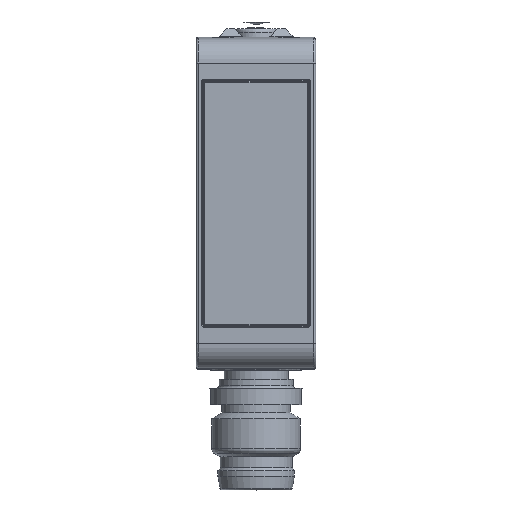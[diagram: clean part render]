
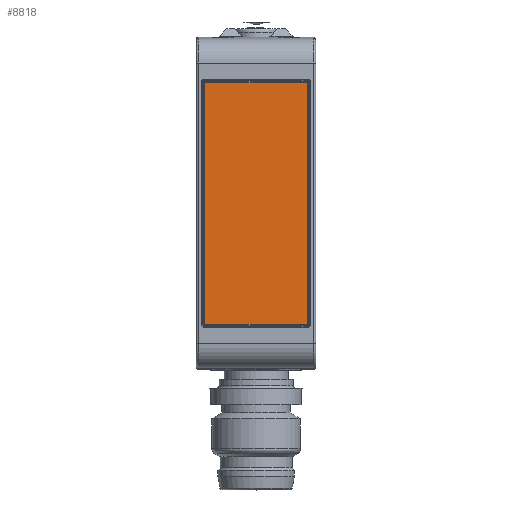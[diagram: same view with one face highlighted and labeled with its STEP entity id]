
A CAD part, top view. The second image highlights one B-rep face of the part: STEP entity #8818.
In plain terms, the highlighted planar face has unit normal (0, 0, 1).
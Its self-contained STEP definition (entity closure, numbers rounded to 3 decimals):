
#623=PLANE('',#9652);
#1371=LINE('',#24420,#2105);
#1372=LINE('',#24426,#2106);
#1373=LINE('',#24431,#2107);
#1374=LINE('',#24436,#2108);
#2105=VECTOR('',#11970,21.902);
#2106=VECTOR('',#11979,9.302);
#2107=VECTOR('',#11986,21.902);
#2108=VECTOR('',#11995,9.302);
#2699=FACE_OUTER_BOUND('',#3220,.T.);
#3220=EDGE_LOOP('',(#8246,#8247,#8248,#8249));
#4527=VERTEX_POINT('',#24414);
#4528=VERTEX_POINT('',#24418);
#4529=VERTEX_POINT('',#24424);
#4530=VERTEX_POINT('',#24430);
#5768=EDGE_CURVE('',#4528,#4527,#1371,.T.);
#5771=EDGE_CURVE('',#4529,#4528,#1372,.T.);
#5773=EDGE_CURVE('',#4530,#4529,#1373,.T.);
#5776=EDGE_CURVE('',#4527,#4530,#1374,.T.);
#8246=ORIENTED_EDGE('',*,*,#5771,.T.);
#8247=ORIENTED_EDGE('',*,*,#5768,.T.);
#8248=ORIENTED_EDGE('',*,*,#5776,.T.);
#8249=ORIENTED_EDGE('',*,*,#5773,.T.);
#8818=ADVANCED_FACE('',(#2699),#623,.T.);
#9652=AXIS2_PLACEMENT_3D('',#24437,#11996,#11997);
#11970=DIRECTION('',(0.,-1.,0.));
#11979=DIRECTION('',(-1.,0.,0.));
#11986=DIRECTION('',(0.,1.,0.));
#11995=DIRECTION('',(1.,0.,0.));
#11996=DIRECTION('center_axis',(0.,0.,
1.));
#11997=DIRECTION('ref_axis',(1.,0.,0.));
#24414=CARTESIAN_POINT('',(-20.381,-23.365,27.106));
#24418=CARTESIAN_POINT('',(-20.381,-1.463,27.106));
#24420=CARTESIAN_POINT('',(-20.381,-1.463,27.106));
#24424=CARTESIAN_POINT('',(-11.079,-1.463,27.106));
#24426=CARTESIAN_POINT('',(-11.079,-1.463,27.106));
#24430=CARTESIAN_POINT('',(-11.079,-23.365,27.106));
#24431=CARTESIAN_POINT('',(-11.079,-23.365,27.106));
#24436=CARTESIAN_POINT('',(-20.381,-23.365,27.106));
#24437=CARTESIAN_POINT('Origin',(-10.93,-23.514,27.106));
